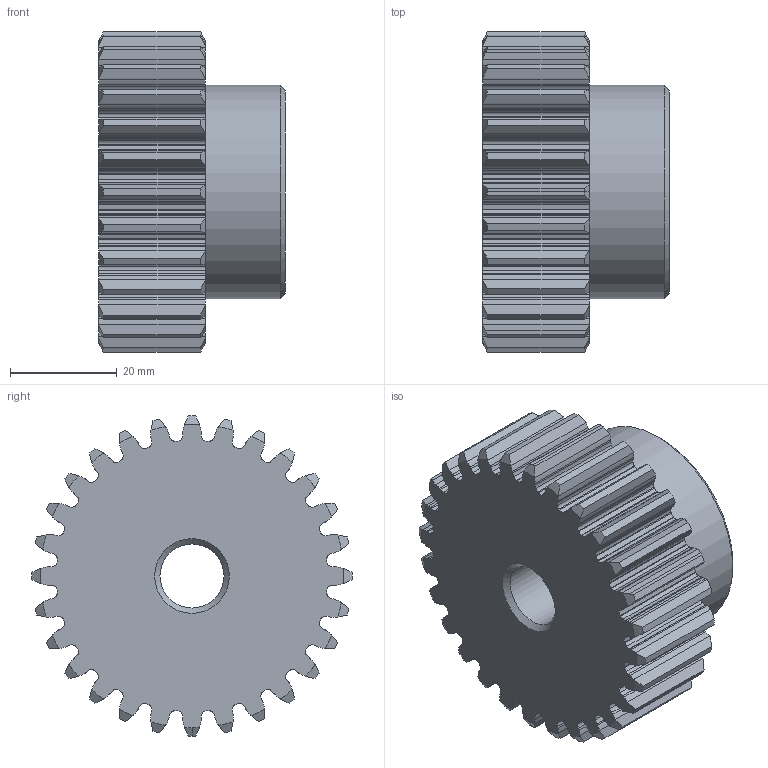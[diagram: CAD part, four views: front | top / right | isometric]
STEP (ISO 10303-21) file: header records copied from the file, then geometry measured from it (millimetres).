
FILE_DESCRIPTION(/* description */ ('Alibre Inc.'),/* implementation_level */ '2;1');
FILE_NAME(/* name */ 'export-F1A2428A-E964-4E2F-8028-901E52D52E4D',/* time_stamp */ '2024-06-25T15:00:56+02:00',/* author */ (''),/* organization */ (''),/* preprocessor_version */ 'ST-DEVELOPER v17',/* originating_system */ 'Alibre',/* authorisation */ '');
FILE_SCHEMA (('AUTOMOTIVE_DESIGN'));
Length unit declared in the file: millimetre
Products named in the file (1): 401020028
Bounding box: 35 x 60 x 60 mm (x, y, z)
Volume: 62988.1 mm3; surface area: 14561.9 mm2
Topology: 1 solids, 1 shells, 477 faces, 1422 edges, 948 vertices
Faces by surface type: cylinder 413, cone 61, plane 3
Full cylindrical faces by diameter (mm): 12 x1, 40 x1
Entity records: 16486 total; most frequent: CARTESIAN_POINT 3141, DIRECTION 3069, ORIENTED_EDGE 2844, EDGE_CURVE 1422, AXIS2_PLACEMENT_3D 1327, VERTEX_POINT 948, CIRCLE 850, EDGE_LOOP 480
